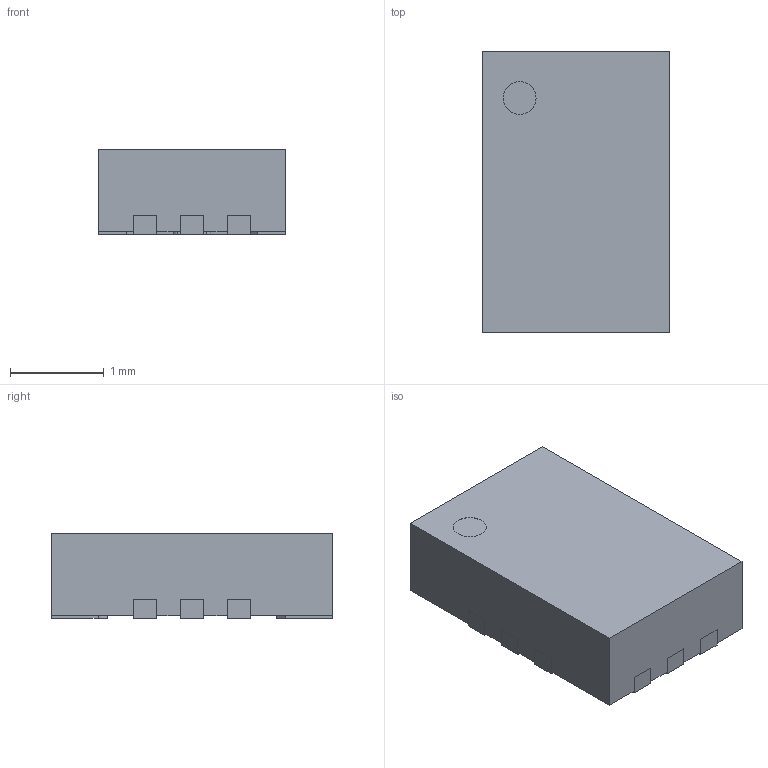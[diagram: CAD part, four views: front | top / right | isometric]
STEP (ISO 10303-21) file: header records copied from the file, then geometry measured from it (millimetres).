
FILE_DESCRIPTION (( 'STEP AP214' ), '1' );
FILE_NAME ('MP2147 (QFN-12, 2x3).STEP', '2022-05-16T20:25:57', ( '' ), ( '' ), 'SwSTEP 2.0', 'SolidWorks 2021', '' );
FILE_SCHEMA (( 'AUTOMOTIVE_DESIGN' ));
Length unit declared in the file: millimetre
Products named in the file (1): MP2147 (QFN-12, 2x3)
Bounding box: 2 x 3 x 0.9 mm (x, y, z)
Volume: 5.3 mm3; surface area: 29.9 mm2
Topology: 12 solids, 12 shells, 184 faces, 474 edges, 316 vertices
Faces by surface type: plane 148, cylinder 36
Entity records: 5694 total; most frequent: CARTESIAN_POINT 975, ORIENTED_EDGE 948, DIRECTION 916, EDGE_CURVE 474, VECTOR 402, LINE 402, VERTEX_POINT 316, AXIS2_PLACEMENT_3D 257
